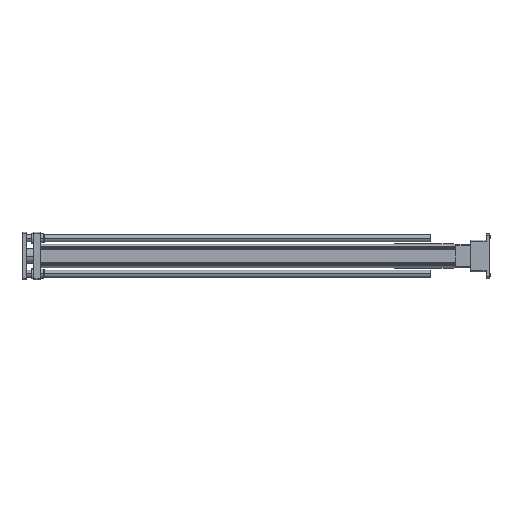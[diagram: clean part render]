
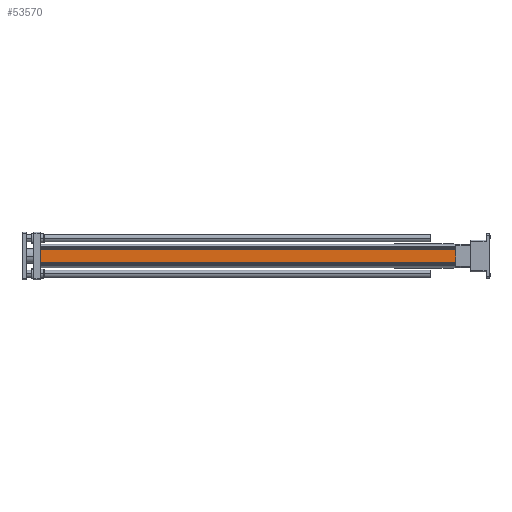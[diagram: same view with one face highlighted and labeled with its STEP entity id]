
A CAD part, left-side view. The second image highlights one B-rep face of the part: STEP entity #53570.
In plain terms, the highlighted face is planar.
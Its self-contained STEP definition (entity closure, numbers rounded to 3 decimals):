
#1866 = VECTOR ( 'NONE', #45468, 1000. ) ;
#2382 = DIRECTION ( 'NONE',  ( 1., 0., 0. ) ) ;
#3409 = CARTESIAN_POINT ( 'NONE',  ( -25.5, -47.5, 0. ) ) ;
#3793 = EDGE_CURVE ( 'NONE', #8005, #22225, #14176, .T. ) ;
#8005 = VERTEX_POINT ( 'NONE', #54025 ) ;
#12041 = ORIENTED_EDGE ( 'NONE', *, *, #41487, .T. ) ;
#12402 = EDGE_CURVE ( 'NONE', #48867, #56651, #13814, .T. ) ;
#13345 = CARTESIAN_POINT ( 'NONE',  ( 25.5, -47.5, -4.472 ) ) ;
#13814 = LINE ( 'NONE', #43314, #51148 ) ;
#14176 = LINE ( 'NONE', #13345, #1866 ) ;
#14410 = CARTESIAN_POINT ( 'NONE',  ( 25.5, -47.5, 1695. ) ) ;
#17964 = CARTESIAN_POINT ( 'NONE',  ( -25.5, -47.5, 1695. ) ) ;
#20073 = ORIENTED_EDGE ( 'NONE', *, *, #25483, .F. ) ;
#22225 = VERTEX_POINT ( 'NONE', #14410 ) ;
#22735 = VECTOR ( 'NONE', #37894, 1000. ) ;
#24789 = PLANE ( 'NONE',  #54696 ) ;
#25483 = EDGE_CURVE ( 'NONE', #56651, #22225, #32097, .T. ) ;
#26229 = DIRECTION ( 'NONE',  ( 0., 0., 1. ) ) ;
#28626 = EDGE_LOOP ( 'NONE', ( #20073, #36871, #12041, #39365 ) ) ;
#32097 = LINE ( 'NONE', #33261, #22735 ) ;
#33261 = CARTESIAN_POINT ( 'NONE',  ( 37.5, -47.5, 1695. ) ) ;
#36871 = ORIENTED_EDGE ( 'NONE', *, *, #12402, .F. ) ;
#37894 = DIRECTION ( 'NONE',  ( 1., 0., 0. ) ) ;
#39365 = ORIENTED_EDGE ( 'NONE', *, *, #3793, .T. ) ;
#39841 = CARTESIAN_POINT ( 'NONE',  ( 37.5, -47.5, 1695. ) ) ;
#41487 = EDGE_CURVE ( 'NONE', #48867, #8005, #49640, .T. ) ;
#42445 = FACE_OUTER_BOUND ( 'NONE', #28626, .T. ) ;
#42551 = VECTOR ( 'NONE', #2382, 1000. ) ;
#43314 = CARTESIAN_POINT ( 'NONE',  ( -25.5, -47.5, -4.472 ) ) ;
#44595 = DIRECTION ( 'NONE',  ( -1., 0., 0. ) ) ;
#45468 = DIRECTION ( 'NONE',  ( 0., 0., 1. ) ) ;
#48022 = CARTESIAN_POINT ( 'NONE',  ( 37.5, -47.5, 0. ) ) ;
#48867 = VERTEX_POINT ( 'NONE', #3409 ) ;
#49640 = LINE ( 'NONE', #48022, #42551 ) ;
#51148 = VECTOR ( 'NONE', #26229, 1000. ) ;
#53570 = ADVANCED_FACE ( 'NONE', ( #42445 ), #24789, .F. ) ;
#54025 = CARTESIAN_POINT ( 'NONE',  ( 25.5, -47.5, 0. ) ) ;
#54696 = AXIS2_PLACEMENT_3D ( 'NONE', #39841, #57397, #44595 ) ;
#56651 = VERTEX_POINT ( 'NONE', #17964 ) ;
#57397 = DIRECTION ( 'NONE',  ( 0., 1., 0. ) ) ;
